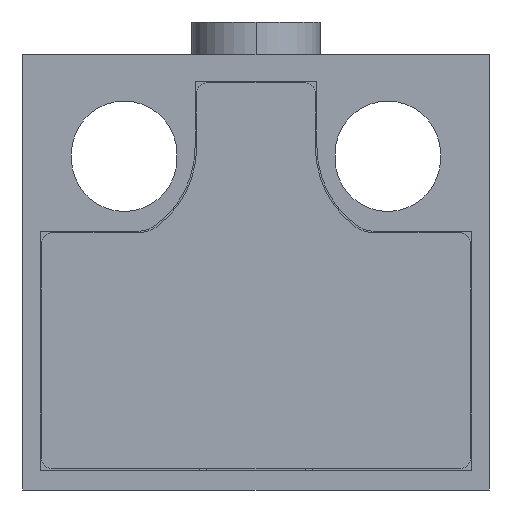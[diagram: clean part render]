
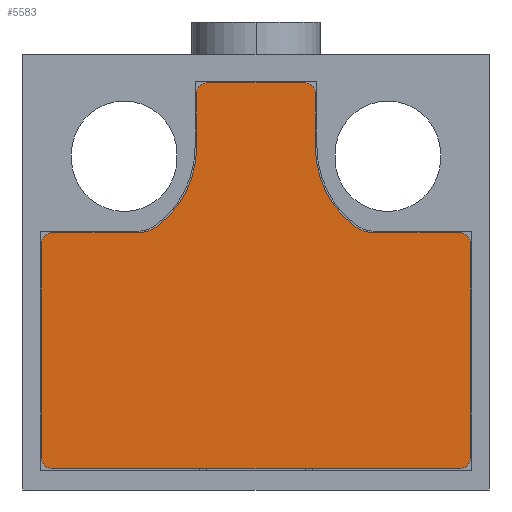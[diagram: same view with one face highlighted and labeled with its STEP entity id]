
A CAD part, front view. The second image highlights one B-rep face of the part: STEP entity #5583.
In plain terms, the highlighted planar face has unit normal (0, -1, 0).
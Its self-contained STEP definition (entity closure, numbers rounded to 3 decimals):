
#4856=DIRECTION('',(-1.,0.,0.));
#4857=VECTOR('',#4856,12.4);
#4858=CARTESIAN_POINT('',(10.2,0.,91.45));
#4859=LINE('',#4858,#4857);
#4900=DIRECTION('',(0.,0.,1.));
#4901=VECTOR('',#4900,6.55);
#4902=CARTESIAN_POINT('',(-2.5,0.,91.75));
#4903=LINE('',#4902,#4901);
#4904=DIRECTION('',(-1.,0.,0.));
#4905=VECTOR('',#4904,2.6);
#4906=CARTESIAN_POINT('',(0.4,0.,98.6));
#4907=LINE('',#4906,#4905);
#4908=CARTESIAN_POINT('',(0.4,0.,99.6));
#4909=DIRECTION('',(0.,1.,0.));
#4910=DIRECTION('',(0.6,0.,-0.8));
#4911=AXIS2_PLACEMENT_3D('',#4908,#4909,#4910);
#4913=CARTESIAN_POINT('',(-0.8,0.,101.2));
#4914=DIRECTION('',(0.,1.,0.));
#4915=DIRECTION('',(1.,0.,0.));
#4916=AXIS2_PLACEMENT_3D('',#4913,#4914,#4915);
#4918=DIRECTION('',(0.,0.,-1.));
#4919=VECTOR('',#4918,1.65);
#4920=CARTESIAN_POINT('',(2.2,0.,102.85));
#4921=LINE('',#4920,#4919);
#4922=CARTESIAN_POINT('',(2.5,0.,102.85));
#4923=DIRECTION('',(0.,-1.,0.));
#4924=DIRECTION('',(0.,0.,1.));
#4925=AXIS2_PLACEMENT_3D('',#4922,#4923,#4924);
#4927=CARTESIAN_POINT('',(5.5,0.,102.85));
#4928=DIRECTION('',(0.,-1.,0.));
#4929=DIRECTION('',(1.,0.,0.));
#4930=AXIS2_PLACEMENT_3D('',#4927,#4928,#4929);
#4932=CARTESIAN_POINT('',(8.8,0.,101.2));
#4933=DIRECTION('',(0.,1.,0.));
#4934=DIRECTION('',(-0.6,0.,-0.8));
#4935=AXIS2_PLACEMENT_3D('',#4932,#4933,#4934);
#4937=CARTESIAN_POINT('',(7.6,0.,99.6));
#4938=DIRECTION('',(0.,1.,0.));
#4939=DIRECTION('',(0.,0.,-1.));
#4940=AXIS2_PLACEMENT_3D('',#4937,#4938,#4939);
#4942=DIRECTION('',(-1.,0.,0.));
#4943=VECTOR('',#4942,2.6);
#4944=CARTESIAN_POINT('',(10.2,0.,98.6));
#4945=LINE('',#4944,#4943);
#4946=CARTESIAN_POINT('',(10.2,0.,98.3));
#4947=DIRECTION('',(0.,-1.,0.));
#4948=DIRECTION('',(1.,0.,0.));
#4949=AXIS2_PLACEMENT_3D('',#4946,#4947,#4948);
#4951=CARTESIAN_POINT('',(10.2,0.,91.75));
#4952=DIRECTION('',(0.,-1.,0.));
#4953=DIRECTION('',(0.,0.,-1.));
#4954=AXIS2_PLACEMENT_3D('',#4951,#4952,#4953);
#4956=CARTESIAN_POINT('',(-2.2,0.,91.75));
#4957=DIRECTION('',(0.,-1.,0.));
#4958=DIRECTION('',(-1.,0.,0.));
#4959=AXIS2_PLACEMENT_3D('',#4956,#4957,#4958);
#4961=CARTESIAN_POINT('',(-2.2,0.,98.3));
#4962=DIRECTION('',(0.,-1.,0.));
#4963=DIRECTION('',(0.,0.,1.));
#4964=AXIS2_PLACEMENT_3D('',#4961,#4962,#4963);
#4998=DIRECTION('',(1.,0.,0.));
#4999=VECTOR('',#4998,3.);
#5000=CARTESIAN_POINT('',(2.5,0.,103.15));
#5001=LINE('',#5000,#4999);
#5010=DIRECTION('',(0.,0.,-1.));
#5011=VECTOR('',#5010,1.65);
#5012=CARTESIAN_POINT('',(5.8,0.,102.85));
#5013=LINE('',#5012,#5011);
#5038=DIRECTION('',(0.,0.,-1.));
#5039=VECTOR('',#5038,6.55);
#5040=CARTESIAN_POINT('',(10.5,0.,98.3));
#5041=LINE('',#5040,#5039);
#5130=CARTESIAN_POINT('',(2.5,0.,103.15));
#5131=VERTEX_POINT('',#5130);
#5132=CARTESIAN_POINT('',(5.5,0.,103.15));
#5133=VERTEX_POINT('',#5132);
#5134=CARTESIAN_POINT('',(-2.5,0.,91.75));
#5135=CARTESIAN_POINT('',(-2.5,0.,98.3));
#5136=VERTEX_POINT('',#5134);
#5137=VERTEX_POINT('',#5135);
#5138=CARTESIAN_POINT('',(0.4,0.,98.6));
#5139=CARTESIAN_POINT('',(-2.2,0.,98.6));
#5140=VERTEX_POINT('',#5138);
#5141=VERTEX_POINT('',#5139);
#5142=CARTESIAN_POINT('',(-2.2,0.,91.45));
#5143=VERTEX_POINT('',#5142);
#5144=CARTESIAN_POINT('',(10.2,0.,91.45));
#5145=VERTEX_POINT('',#5144);
#5146=CARTESIAN_POINT('',(10.5,0.,91.75));
#5147=VERTEX_POINT('',#5146);
#5148=CARTESIAN_POINT('',(10.5,0.,98.3));
#5149=VERTEX_POINT('',#5148);
#5150=CARTESIAN_POINT('',(10.2,0.,98.6));
#5151=VERTEX_POINT('',#5150);
#5152=CARTESIAN_POINT('',(7.6,0.,98.6));
#5153=VERTEX_POINT('',#5152);
#5154=CARTESIAN_POINT('',(7.,0.,98.8));
#5155=VERTEX_POINT('',#5154);
#5156=CARTESIAN_POINT('',(5.8,0.,101.2));
#5157=VERTEX_POINT('',#5156);
#5158=CARTESIAN_POINT('',(5.8,0.,102.85));
#5159=VERTEX_POINT('',#5158);
#5160=CARTESIAN_POINT('',(2.2,0.,102.85));
#5161=VERTEX_POINT('',#5160);
#5162=CARTESIAN_POINT('',(2.2,0.,101.2));
#5163=VERTEX_POINT('',#5162);
#5164=CARTESIAN_POINT('',(1.,0.,98.8));
#5165=VERTEX_POINT('',#5164);
#5543=CARTESIAN_POINT('',(8.8,0.,101.2));
#5544=DIRECTION('',(0.,1.,0.));
#5545=DIRECTION('',(0.,0.,1.));
#5546=AXIS2_PLACEMENT_3D('',#5543,#5544,#5545);
#5547=PLANE('',#5546);
#5549=ORIENTED_EDGE('',*,*,#5548,.F.);
#5551=ORIENTED_EDGE('',*,*,#5550,.F.);
#5553=ORIENTED_EDGE('',*,*,#5552,.F.);
#5555=ORIENTED_EDGE('',*,*,#5554,.F.);
#5557=ORIENTED_EDGE('',*,*,#5556,.F.);
#5559=ORIENTED_EDGE('',*,*,#5558,.T.);
#5561=ORIENTED_EDGE('',*,*,#5560,.F.);
#5563=ORIENTED_EDGE('',*,*,#5562,.T.);
#5565=ORIENTED_EDGE('',*,*,#5564,.F.);
#5567=ORIENTED_EDGE('',*,*,#5566,.F.);
#5569=ORIENTED_EDGE('',*,*,#5568,.F.);
#5571=ORIENTED_EDGE('',*,*,#5570,.F.);
#5573=ORIENTED_EDGE('',*,*,#5572,.T.);
#5575=ORIENTED_EDGE('',*,*,#5574,.F.);
#5576=ORIENTED_EDGE('',*,*,#5453,.T.);
#5577=ORIENTED_EDGE('',*,*,#5523,.F.);
#5578=ORIENTED_EDGE('',*,*,#5534,.T.);
#5580=ORIENTED_EDGE('',*,*,#5579,.F.);
#5581=EDGE_LOOP('',(#5549,#5551,#5553,#5555,#5557,#5559,#5561,#5563,#5565,#5567,
#5569,#5571,#5573,#5575,#5576,#5577,#5578,#5580));
#5582=FACE_OUTER_BOUND('',#5581,.F.);
#4912=CIRCLE('',#4911,1.);
#4917=CIRCLE('',#4916,3.);
#4926=CIRCLE('',#4925,0.3);
#4931=CIRCLE('',#4930,0.3);
#4936=CIRCLE('',#4935,3.);
#4941=CIRCLE('',#4940,1.);
#4950=CIRCLE('',#4949,0.3);
#4955=CIRCLE('',#4954,0.3);
#4960=CIRCLE('',#4959,0.3);
#4965=CIRCLE('',#4964,0.3);
#5453=EDGE_CURVE('',#5145,#5143,#4859,.T.);
#5523=EDGE_CURVE('',#5136,#5143,#4960,.T.);
#5534=EDGE_CURVE('',#5136,#5137,#4903,.T.);
#5548=EDGE_CURVE('',#5140,#5141,#4907,.T.);
#5550=EDGE_CURVE('',#5165,#5140,#4912,.T.);
#5552=EDGE_CURVE('',#5163,#5165,#4917,.T.);
#5554=EDGE_CURVE('',#5161,#5163,#4921,.T.);
#5556=EDGE_CURVE('',#5131,#5161,#4926,.T.);
#5558=EDGE_CURVE('',#5131,#5133,#5001,.T.);
#5560=EDGE_CURVE('',#5159,#5133,#4931,.T.);
#5562=EDGE_CURVE('',#5159,#5157,#5013,.T.);
#5564=EDGE_CURVE('',#5155,#5157,#4936,.T.);
#5566=EDGE_CURVE('',#5153,#5155,#4941,.T.);
#5568=EDGE_CURVE('',#5151,#5153,#4945,.T.);
#5570=EDGE_CURVE('',#5149,#5151,#4950,.T.);
#5572=EDGE_CURVE('',#5149,#5147,#5041,.T.);
#5574=EDGE_CURVE('',#5145,#5147,#4955,.T.);
#5579=EDGE_CURVE('',#5141,#5137,#4965,.T.);
#5583=ADVANCED_FACE('',(#5582),#5547,.F.);
